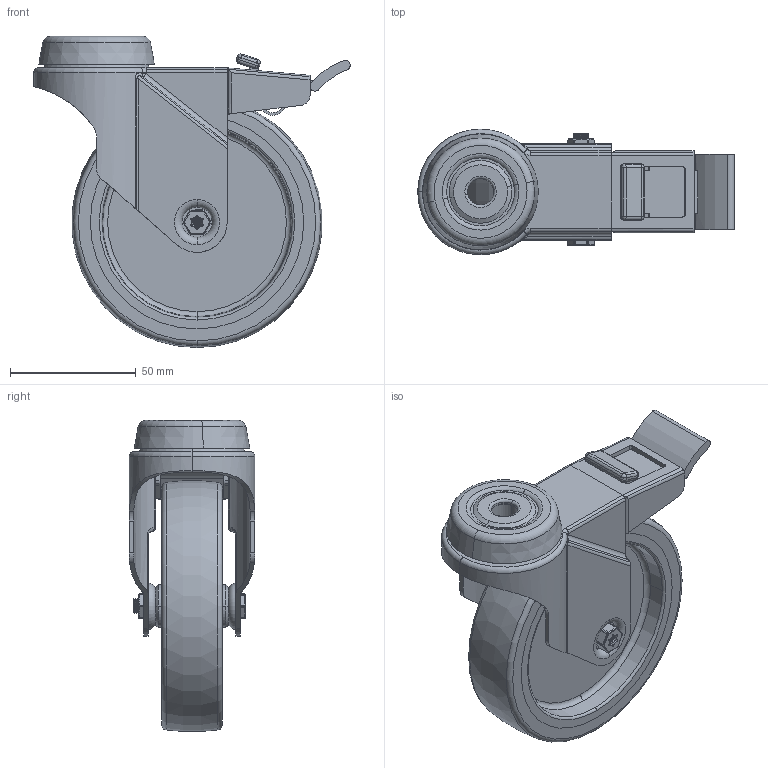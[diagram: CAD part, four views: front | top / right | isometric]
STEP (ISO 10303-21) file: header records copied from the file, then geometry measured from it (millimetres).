
FILE_DESCRIPTION(('STEP AP203'),'1');
FILE_NAME('BZRA100GRBH10SWB.STEP','2023-06-07T14:45:44',(' '),(' '),'Spatial InterOp 3D',' ',' ');
FILE_SCHEMA(('CONFIG_CONTROL_DESIGN'));
Length unit declared in the file: metre
Products named in the file (16): BZRA100ASBH10SWB; ZINC PLATED PRESSED STEEL HEAD; ZINC PLATED PRESSED STEEL FORKS; ZINC PLATED PRESSED STEEL BRAKE; NYLON BRAKE PEDAL; BRAKE PAD; BZRA100GRBH10SWB; BZA100WGR; RUBBER TYRE; POLYPROPYLENE RIM; TUBEM8X30; ZINC PLATED AXLE TUBE; BOLTBZRA6MM; ZINC PLATED AXLE BOLT; NM6GR8HALFGR8; ZINC PLATED LOCKING NUT
Assembly tree (15 placements, depth 3):
  BZRA100GRBH10SWB
    BZRA100ASBH10SWB
      ZINC PLATED PRESSED STEEL HEAD
      ZINC PLATED PRESSED STEEL FORKS
      ZINC PLATED PRESSED STEEL BRAKE
      NYLON BRAKE PEDAL
      BRAKE PAD
    BZA100WGR
      RUBBER TYRE
      POLYPROPYLENE RIM
    TUBEM8X30
      ZINC PLATED AXLE TUBE
    BOLTBZRA6MM
      ZINC PLATED AXLE BOLT
    NM6GR8HALFGR8
      ZINC PLATED LOCKING NUT
Bounding box: 126 x 50 x 123.92 mm (x, y, z)
Volume: 152278.8 mm3; surface area: 85075.5 mm2
Topology: 10 solids, 10 shells, 630 faces, 1627 edges, 1019 vertices
Faces by surface type: cylinder 254, plane 200, torus 82, cone 40, bspline 36, sphere 18
Entity records: 37739 total; most frequent: CARTESIAN_POINT 21413, DIRECTION 3413, ORIENTED_EDGE 3222, EDGE_CURVE 1611, AXIS2_PLACEMENT_3D 1359, VERTEX_POINT 1019, CIRCLE 698, LINE 695
